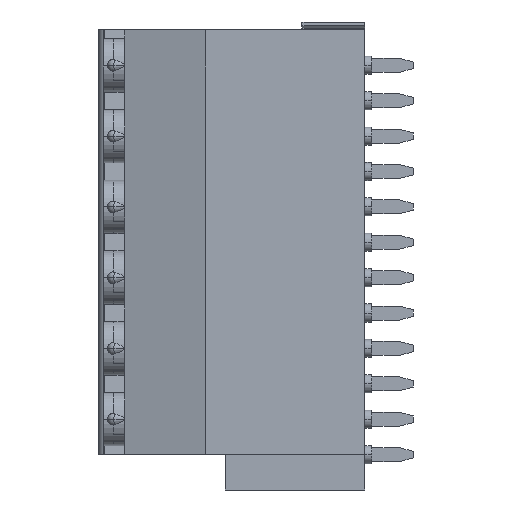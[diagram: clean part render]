
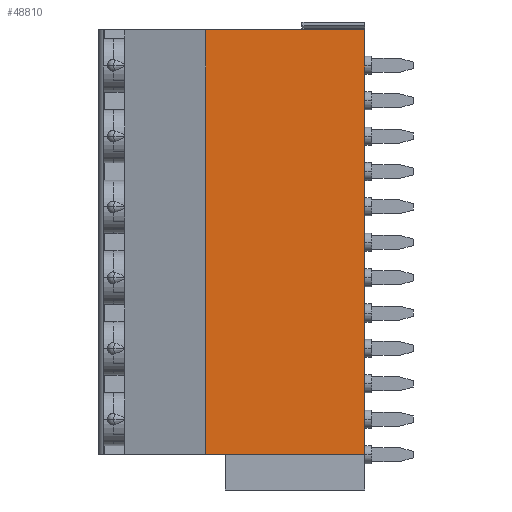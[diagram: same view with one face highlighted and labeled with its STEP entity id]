
A CAD part, left-side view. The second image highlights one B-rep face of the part: STEP entity #48810.
In plain terms, the highlighted planar face has unit normal (-1, 0, 0).
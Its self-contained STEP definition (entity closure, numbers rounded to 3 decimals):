
#2970=CARTESIAN_POINT('',(-63.352,18.464
   ,-2.54));
#2980=VERTEX_POINT('',#2970);
#3010=CARTESIAN_POINT('',(-63.352,29.534
   ,-2.54));
#3020=DIRECTION('',(0.,1.,
   0.));
#3030=VECTOR('',#3020,1.);
#3040=LINE('',#3010,#3030);
#3050=CARTESIAN_POINT('',(-63.352,29.883
   ,-2.54));
#3060=VERTEX_POINT('',#3050);
#3070=EDGE_CURVE('',#2980,#3060,#3040,.T.);
#48510=CARTESIAN_POINT('',(-63.352,
   29.534,-10.16));
#48520=DIRECTION('',(-1.,0.,
   0.));
#48530=DIRECTION('',(0.,-1.,
   0.));
#48540=AXIS2_PLACEMENT_3D('',#48510,#48520,#48530);
#48550=PLANE('',#48540);
#48560=ORIENTED_EDGE('',*,*,#3070,.T.);
#48570=CARTESIAN_POINT('',(-63.352,
   18.464,-33.02));
#48580=DIRECTION('',(0.,0.,
   1.));
#48590=VECTOR('',#48580,1.);
#48600=LINE('',#48570,#48590);
#48610=CARTESIAN_POINT('',(-63.352,
   18.464,-33.02));
#48620=VERTEX_POINT('',#48610);
#48630=EDGE_CURVE('',#48620,#2980,#48600,.T.);
#48640=ORIENTED_EDGE('',*,*,#48630,.T.);
#48650=CARTESIAN_POINT('',(-63.352,
   -23.761,-33.02));
#48660=DIRECTION('',(0.,1.,
   0.));
#48670=VECTOR('',#48660,1.);
#48680=LINE('',#48650,#48670);
#48690=CARTESIAN_POINT('',(-63.352,
   29.883,-33.02));
#48700=VERTEX_POINT('',#48690);
#48710=EDGE_CURVE('',#48620,#48700,#48680,.T.);
#48720=ORIENTED_EDGE('',*,*,#48710,.F.);
#48730=CARTESIAN_POINT('',(-63.352,
   29.883,-20.32));
#48740=DIRECTION('',(0.,0.,
   -1.));
#48750=VECTOR('',#48740,1.);
#48760=LINE('',#48730,#48750);
#48770=EDGE_CURVE('',#3060,#48700,#48760,.T.);
#48780=ORIENTED_EDGE('',*,*,#48770,.T.);
#48790=EDGE_LOOP('',(#48780,#48720,#48640,#48560));
#48800=FACE_OUTER_BOUND('',#48790,.T.);
#48810=ADVANCED_FACE('',(#48800),#48550,.T.);
